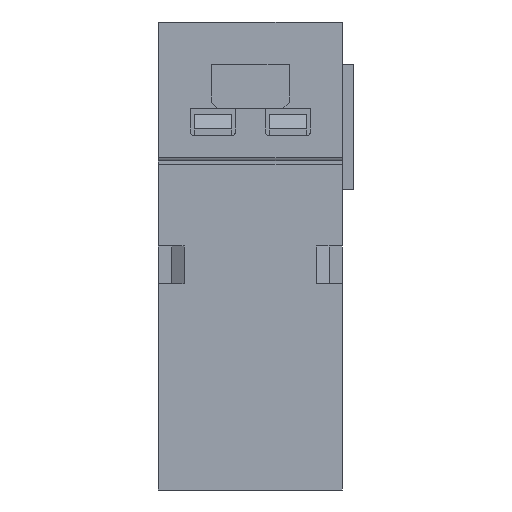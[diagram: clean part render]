
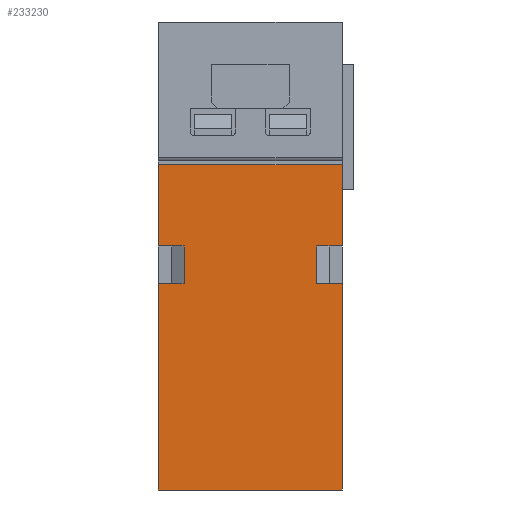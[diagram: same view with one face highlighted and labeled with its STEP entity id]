
A CAD part, front view. The second image highlights one B-rep face of the part: STEP entity #233230.
In plain terms, the highlighted planar face has unit normal (0, -1, 0).
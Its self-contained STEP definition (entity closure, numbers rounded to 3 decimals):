
#114580=CARTESIAN_POINT('',(31.314,33.425,
63.913));
#114590=DIRECTION('',(0.,0.,1.));
#114600=VECTOR('',#114590,1.);
#114610=LINE('',#114580,#114600);
#114620=CARTESIAN_POINT('',(31.314,33.425,
22.856));
#114630=VERTEX_POINT('',#114620);
#114640=CARTESIAN_POINT('',(31.314,33.425,
25.856));
#114650=VERTEX_POINT('',#114640);
#114660=EDGE_CURVE('',#114630,#114650,#114610,.T.);
#175980=CARTESIAN_POINT('',(85.302,33.425,
22.856));
#175990=DIRECTION('',(1.,0.,0.));
#176000=VECTOR('',#175990,1.);
#176010=LINE('',#175980,#176000);
#176020=CARTESIAN_POINT('',(29.264,33.425,
22.856));
#176030=VERTEX_POINT('',#176020);
#176040=EDGE_CURVE('',#176030,#114630,#176010,.T.);
#196480=CARTESIAN_POINT('',(31.314,33.425,
25.856));
#196490=DIRECTION('',(-1.,0.,0.));
#196500=VECTOR('',#196490,1.);
#196510=LINE('',#196480,#196500);
#196520=CARTESIAN_POINT('',(29.264,33.425,
25.856));
#196530=VERTEX_POINT('',#196520);
#196540=EDGE_CURVE('',#114650,#196530,#196510,.T.);
#215400=CARTESIAN_POINT('',(43.964,33.425,
25.856));
#215410=DIRECTION('',(-1.,0.,0.));
#215420=VECTOR('',#215410,1.);
#215430=LINE('',#215400,#215420);
#215440=CARTESIAN_POINT('',(43.964,33.425,
25.856));
#215450=VERTEX_POINT('',#215440);
#215460=CARTESIAN_POINT('',(41.914,33.425,
25.856));
#215470=VERTEX_POINT('',#215460);
#215480=EDGE_CURVE('',#215450,#215470,#215430,.T.);
#217780=CARTESIAN_POINT('',(85.302,33.425,
22.856));
#217790=DIRECTION('',(1.,0.,0.));
#217800=VECTOR('',#217790,1.);
#217810=LINE('',#217780,#217800);
#217820=CARTESIAN_POINT('',(41.914,33.425,
22.856));
#217830=VERTEX_POINT('',#217820);
#217840=CARTESIAN_POINT('',(43.964,33.425,
22.856));
#217850=VERTEX_POINT('',#217840);
#217860=EDGE_CURVE('',#217830,#217850,#217810,.T.);
#223780=CARTESIAN_POINT('',(41.914,33.425,
63.913));
#223790=DIRECTION('',(0.,0.,-1.));
#223800=VECTOR('',#223790,1.);
#223810=LINE('',#223780,#223800);
#223820=EDGE_CURVE('',#215470,#217830,#223810,.T.);
#230440=CARTESIAN_POINT('',(29.264,33.425,
32.356));
#230450=VERTEX_POINT('',#230440);
#230530=CARTESIAN_POINT('',(43.964,33.425,
32.356));
#230540=VERTEX_POINT('',#230530);
#230570=CARTESIAN_POINT('',(-36.781,33.425,
32.356));
#230580=DIRECTION('',(-1.,0.,0.));
#230590=VECTOR('',#230580,1.);
#230600=LINE('',#230570,#230590);
#230610=EDGE_CURVE('',#230540,#230450,#230600,.T.);
#231030=CARTESIAN_POINT('',(29.264,33.425,
25.856));
#231040=DIRECTION('',(0.,0.,1.));
#231050=VECTOR('',#231040,1.);
#231060=LINE('',#231030,#231050);
#231070=EDGE_CURVE('',#196530,#230450,#231060,.T.);
#231120=CARTESIAN_POINT('',(29.264,33.425,
63.913));
#231130=DIRECTION('',(0.,0.,1.));
#231140=VECTOR('',#231130,1.);
#231150=LINE('',#231120,#231140);
#231160=CARTESIAN_POINT('',(29.264,33.425,
6.356));
#231170=VERTEX_POINT('',#231160);
#231180=EDGE_CURVE('',#231170,#176030,#231150,.T.);
#231800=CARTESIAN_POINT('',(43.964,33.425,
6.356));
#231810=VERTEX_POINT('',#231800);
#231840=CARTESIAN_POINT('',(43.964,33.425,
63.913));
#231850=DIRECTION('',(0.,0.,-1.));
#231860=VECTOR('',#231850,1.);
#231870=LINE('',#231840,#231860);
#231880=EDGE_CURVE('',#217850,#231810,#231870,.T.);
#231930=CARTESIAN_POINT('',(43.964,33.425,
25.856));
#231940=DIRECTION('',(0.,0.,1.));
#231950=VECTOR('',#231940,1.);
#231960=LINE('',#231930,#231950);
#231970=EDGE_CURVE('',#215450,#230540,#231960,.T.);
#232990=CARTESIAN_POINT('',(41.554,33.425,
40.356));
#233000=DIRECTION('',(0.,-1.,0.));
#233010=DIRECTION('',(-1.,0.,0.));
#233020=AXIS2_PLACEMENT_3D('',#232990,#233000,#233010);
#233030=PLANE('',#233020);
#233040=ORIENTED_EDGE('',*,*,#217860,.F.);
#233050=ORIENTED_EDGE('',*,*,#231880,.F.);
#233060=CARTESIAN_POINT('',(85.302,33.425,
6.356));
#233070=DIRECTION('',(1.,0.,0.));
#233080=VECTOR('',#233070,1.);
#233090=LINE('',#233060,#233080);
#233100=EDGE_CURVE('',#231170,#231810,#233090,.T.);
#233110=ORIENTED_EDGE('',*,*,#233100,.T.);
#233120=ORIENTED_EDGE('',*,*,#231180,.F.);
#233130=ORIENTED_EDGE('',*,*,#176040,.F.);
#233140=ORIENTED_EDGE('',*,*,#114660,.F.);
#233150=ORIENTED_EDGE('',*,*,#196540,.F.);
#233160=ORIENTED_EDGE('',*,*,#231070,.F.);
#233170=ORIENTED_EDGE('',*,*,#230610,.T.);
#233180=ORIENTED_EDGE('',*,*,#231970,.T.);
#233190=ORIENTED_EDGE('',*,*,#215480,.F.);
#233200=ORIENTED_EDGE('',*,*,#223820,.F.);
#233210=EDGE_LOOP('',(#233200,#233190,#233180,#233170,#233160,#233150,
#233140,#233130,#233120,#233110,#233050,#233040));
#233220=FACE_OUTER_BOUND('',#233210,.T.);
#233230=ADVANCED_FACE('',(#233220),#233030,.T.);
